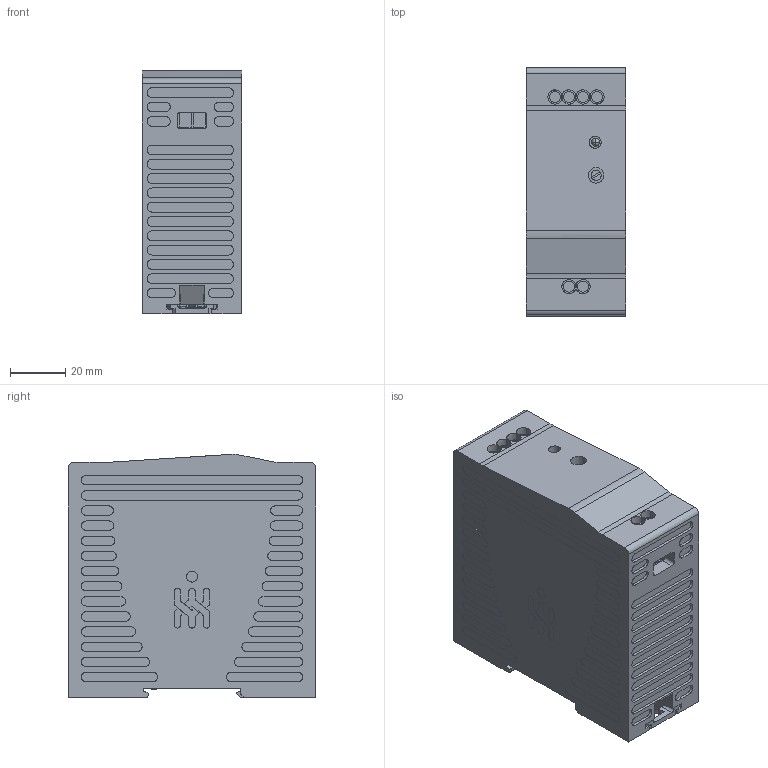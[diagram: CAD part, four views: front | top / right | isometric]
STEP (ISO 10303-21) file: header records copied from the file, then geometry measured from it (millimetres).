
FILE_DESCRIPTION(('CATIA V5R22 STEP214','CAx-IF Rec.Pracs.--- Model Styling and Organization---1.4--- 2014-01-23'),'2;1');
FILE_NAME ('1384995-1_0_2838410000_S3D_2838410000_60W.stp','2022-05-25T14:00:20+00:00',('none'),('Weidmueller'),'CATIA Version 5-6 Release 2016 SP3 HF44','CATIA V5 STEP AP214','none');
FILE_SCHEMA(('AUTOMOTIVE_DESIGN { 1 0 10303 214 1 1 1 1 }'));
Length unit declared in the file: millimetre
Products named in the file (1): 60W
Bounding box: 36 x 90 x 88.42 mm (x, y, z)
Volume: 269306.1 mm3; surface area: 34851.1 mm2
Topology: 5 solids, 5 shells, 735 faces, 1948 edges, 1308 vertices
Faces by surface type: plane 485, cylinder 194, extrusion 36, bspline 8, cone 8, sphere 4
Entity records: 26178 total; most frequent: CARTESIAN_POINT 9077, ORIENTED_EDGE 3888, DIRECTION 2738, EDGE_CURVE 1944, VECTOR 1353, LINE 1317, VERTEX_POINT 1308, EDGE_LOOP 832
